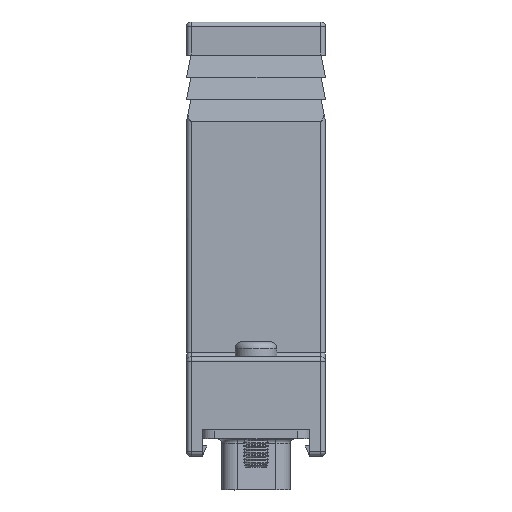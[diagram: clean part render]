
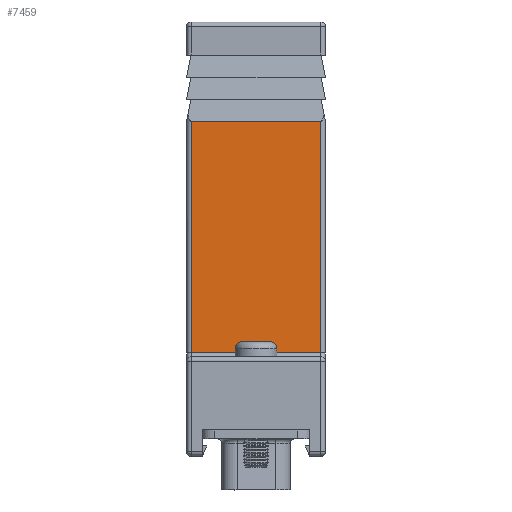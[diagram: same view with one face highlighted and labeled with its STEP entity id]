
A CAD part, top view. The second image highlights one B-rep face of the part: STEP entity #7459.
In plain terms, the highlighted planar face has unit normal (0, 0, 1).
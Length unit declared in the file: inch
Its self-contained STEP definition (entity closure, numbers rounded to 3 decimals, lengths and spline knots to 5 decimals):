
#1677 = VERTEX_POINT ( 'NONE', #13823 ) ;
#1744 = VERTEX_POINT ( 'NONE', #13859 ) ;
#4449 = AXIS2_PLACEMENT_3D ( 'NONE', #8314, #8323, #8324 ) ;
#6042 = ORIENTED_EDGE ( 'NONE', *, *, #6422, .F. ) ;
#6043 = ORIENTED_EDGE ( 'NONE', *, *, #6423, .T. ) ;
#6044 = ORIENTED_EDGE ( 'NONE', *, *, #6424, .T. ) ;
#6045 = ORIENTED_EDGE ( 'NONE', *, *, #6425, .T. ) ;
#6422 = EDGE_CURVE ( 'NONE', #1744, #17711, #15482, .T. ) ;
#6423 = EDGE_CURVE ( 'NONE', #1744, #1677, #15484, .T. ) ;
#6424 = EDGE_CURVE ( 'NONE', #1677, #17742, #15486, .T. ) ;
#6425 = EDGE_CURVE ( 'NONE', #17742, #17711, #15490, .T. ) ;
#7459 = ADVANCED_FACE ( 'NONE', ( #12607 ), #8321, .F. ) ;
#8314 = CARTESIAN_POINT ( 'NONE',  ( -0.315, 1.97, 0.3885 ) ) ;
#8321 = PLANE ( 'NONE',  #4449 ) ;
#8323 = DIRECTION ( 'NONE',  ( 0., 0., -1. ) ) ;
#8324 = DIRECTION ( 'NONE',  ( -1., 0., 0. ) ) ;
#11475 = EDGE_LOOP ( 'NONE', ( #6042, #6043, #6044, #6045 ) ) ;
#12607 = FACE_OUTER_BOUND ( 'NONE', #11475, .T. ) ;
#13823 = CARTESIAN_POINT ( 'NONE',  ( -0.295, 0.47, 0.3885 ) ) ;
#13859 = CARTESIAN_POINT ( 'NONE',  ( -0.295, 1.52, 0.3885 ) ) ;
#13966 = CARTESIAN_POINT ( 'NONE',  ( -0.31504, 1.52, 0.3885 ) ) ;
#13968 = CARTESIAN_POINT ( 'NONE',  ( -0.295, 1.97, 0.3885 ) ) ;
#13970 = CARTESIAN_POINT ( 'NONE',  ( -0.315, 0.47, 0.3885 ) ) ;
#13971 = DIRECTION ( 'NONE',  ( 1., 0., 0. ) ) ;
#13973 = DIRECTION ( 'NONE',  ( 0., -1., 0. ) ) ;
#13975 = DIRECTION ( 'NONE',  ( 1., 0., 0. ) ) ;
#13976 = CARTESIAN_POINT ( 'NONE',  ( 0.295, 1.97, 0.3885 ) ) ;
#13977 = DIRECTION ( 'NONE',  ( 0., 1., 0. ) ) ;
#15482 = LINE ( 'NONE', #13966, #15487 ) ;
#15484 = LINE ( 'NONE', #13968, #15489 ) ;
#15486 = LINE ( 'NONE', #13970, #15491 ) ;
#15487 = VECTOR ( 'NONE', #13971, 39.37008 ) ;
#15489 = VECTOR ( 'NONE', #13973, 39.37008 ) ;
#15490 = LINE ( 'NONE', #13976, #15493 ) ;
#15491 = VECTOR ( 'NONE', #13975, 39.37008 ) ;
#15493 = VECTOR ( 'NONE', #13977, 39.37008 ) ;
#17711 = VERTEX_POINT ( 'NONE', #22964 ) ;
#17742 = VERTEX_POINT ( 'NONE', #22995 ) ;
#22964 = CARTESIAN_POINT ( 'NONE',  ( 0.295, 1.52, 0.3885 ) ) ;
#22995 = CARTESIAN_POINT ( 'NONE',  ( 0.295, 0.47, 0.3885 ) ) ;
